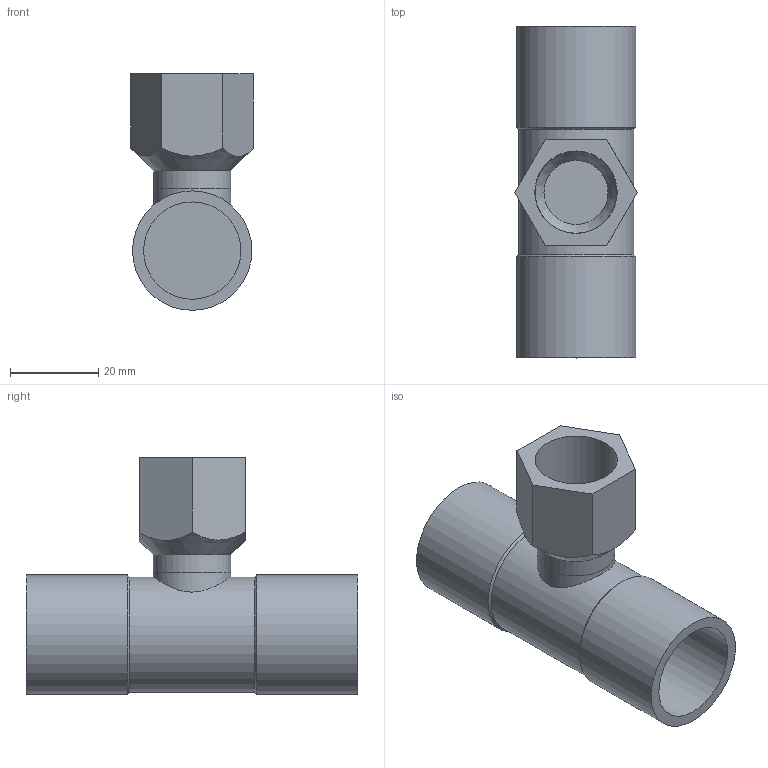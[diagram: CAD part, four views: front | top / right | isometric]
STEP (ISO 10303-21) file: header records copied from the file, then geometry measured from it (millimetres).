
FILE_DESCRIPTION(/* description */ ('Unknown'),/* implementation_level */ '2;1');
FILE_NAME(/* name */ 'F12R1-2DN22',/* time_stamp */ '2016-07-07T14:18:59+02:00',/* author */ ('Unknown'),/* organization */ ('Unknown'),/* preprocessor_version */ 'ST-DEVELOPER v16',/* originating_system */ 'DEX',/* authorisation */ $);
FILE_SCHEMA (('AUTOMOTIVE_DESIGN {1 0 10303 214 3 1 1}'));
Length unit declared in the file: millimetre
Products named in the file (3): F12R1-2DN22; TDN22-17; ROSCAH1-2_17,5GEN
Assembly tree (2 placements, depth 2):
  F12R1-2DN22
    TDN22-17
    ROSCAH1-2_17,5GEN
Bounding box: 27.71 x 75 x 53.5 mm (x, y, z)
Volume: 31006.5 mm3; surface area: 14401 mm2
Topology: 2 solids, 2 shells, 30 faces, 65 edges, 43 vertices
Faces by surface type: plane 15, cylinder 10, cone 5
Full cylindrical faces by diameter (mm): 14.5 x1, 17.5 x2, 18.631 x2, 22 x2, 26 x1, 27 x2
Entity records: 1319 total; most frequent: CARTESIAN_POINT 586, DIRECTION 120, ORIENTED_EDGE 80, AXIS2_PLACEMENT_3D 54, EDGE_LOOP 52, FACE_BOUND 52, EDGE_CURVE 40, VERTEX_POINT 34
